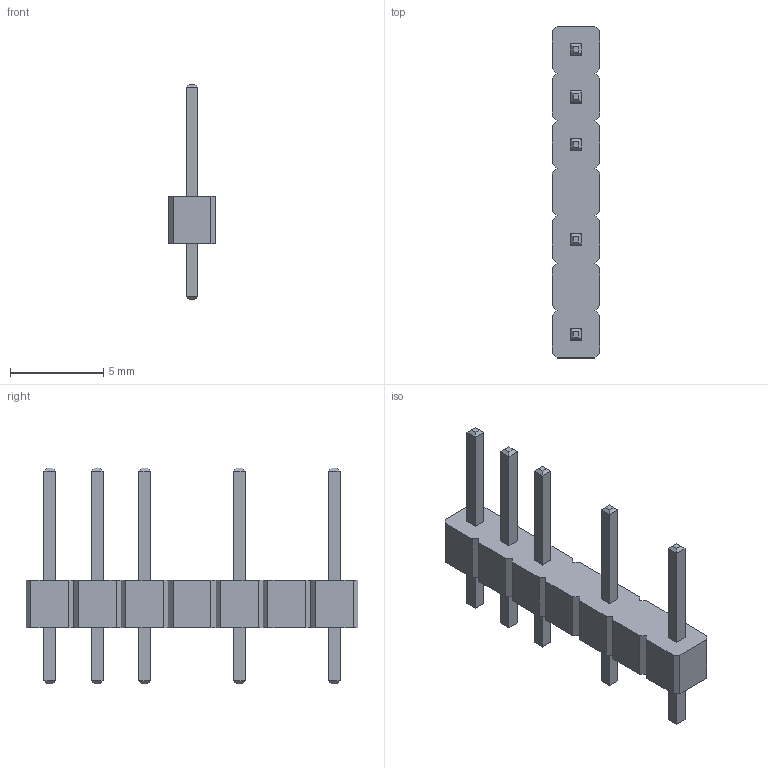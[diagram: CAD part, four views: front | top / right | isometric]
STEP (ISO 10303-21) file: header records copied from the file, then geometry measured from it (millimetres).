
FILE_DESCRIPTION(/* description */ (''),/* implementation_level */ '2;1');
FILE_NAME(/* name */ 'PinHeader_1x07_P2.54mm_Vertical_j5.step',/* time_stamp */ '2022-03-18T12:30:20+01:00',/* author */ (''),/* organization */ (''),/* preprocessor_version */ 'ST-DEVELOPER v18.1',/* originating_system */ 'Autodesk Translation Framework v10.13.0.1454',/* authorisation */ '');
FILE_SCHEMA (('AUTOMOTIVE_DESIGN { 1 0 10303 214 3 1 1 }'));
Length unit declared in the file: millimetre
Products named in the file (1): (Unsaved)
Bounding box: 2.54 x 17.78 x 11.54 mm (x, y, z)
Volume: 130.6 mm3; surface area: 309 mm2
Topology: 1 solids, 1 shells, 136 faces, 332 edges, 208 vertices
Faces by surface type: plane 136
Entity records: 4039 total; most frequent: CARTESIAN_POINT 677, ORIENTED_EDGE 664, DIRECTION 606, LINE 332, VECTOR 332, EDGE_CURVE 332, VERTEX_POINT 208, EDGE_LOOP 146
